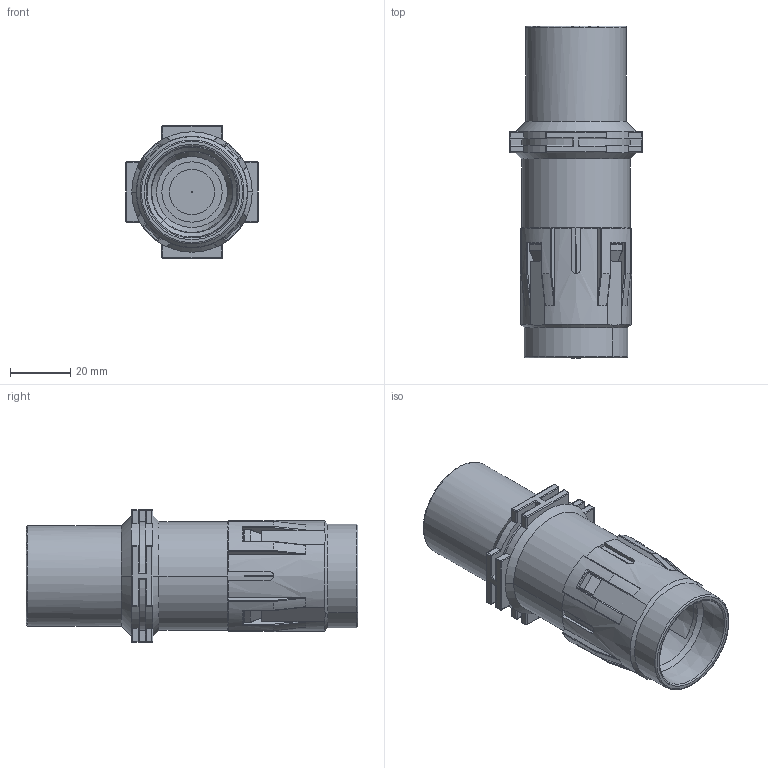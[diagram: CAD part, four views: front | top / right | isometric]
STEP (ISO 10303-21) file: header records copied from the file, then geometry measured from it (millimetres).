
FILE_DESCRIPTION((''),'2;1');
FILE_NAME('HC650-001-F','2017-08-01T',('tl.yang'),(''),'PRO/ENGINEER BY PARAMETRIC TECHNOLOGY CORPORATION, 2011500','PRO/ENGINEER BY PARAMETRIC TECHNOLOGY CORPORATION, 2011500','');
FILE_SCHEMA(('CONFIG_CONTROL_DESIGN'));
Length unit declared in the file: millimetre
Products named in the file (1): HC650-001-F
Bounding box: 44 x 110.2 x 44 mm (x, y, z)
Volume: 70517.9 mm3; surface area: 49563.9 mm2
Topology: 1 solids, 1 shells, 510 faces, 1390 edges, 859 vertices
Faces by surface type: cylinder 210, plane 197, cone 54, sphere 24, torus 21, bspline 4
Entity records: 17384 total; most frequent: CARTESIAN_POINT 4702, ORIENTED_EDGE 2728, DIRECTION 2606, EDGE_CURVE 1364, AXIS2_PLACEMENT_3D 973, VERTEX_POINT 859, VECTOR 660, LINE 660
